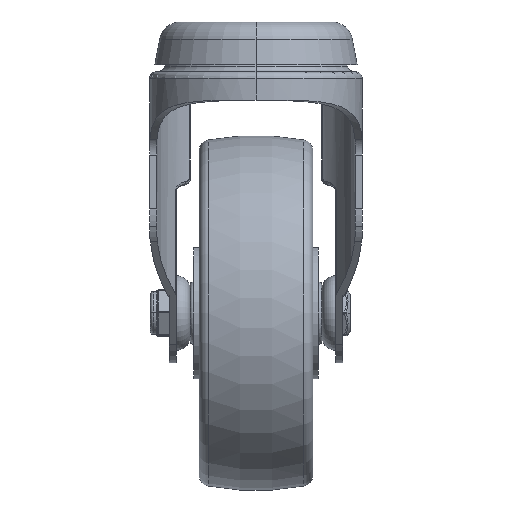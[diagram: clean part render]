
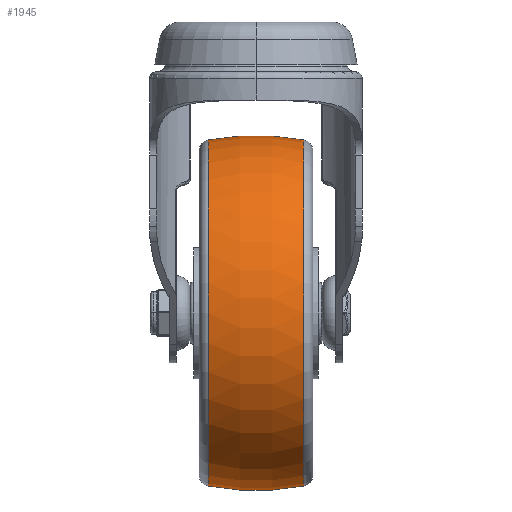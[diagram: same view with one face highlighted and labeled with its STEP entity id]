
A CAD part, left-side view. The second image highlights one B-rep face of the part: STEP entity #1945.
In plain terms, the highlighted toroidal (fillet/blend) face has major radius 24.006 mm and minor radius 74.007 mm.
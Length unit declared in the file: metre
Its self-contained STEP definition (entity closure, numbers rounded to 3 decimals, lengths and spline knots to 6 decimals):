
#1945=ADVANCED_FACE('',(#2680),#2681,.T.);
#2680=FACE_OUTER_BOUND('',#5506,.T.);
#2681=TOROIDAL_SURFACE('',#5507,-0.024006,0.074007);
#5506=EDGE_LOOP('',(#11087,#11088,#11089,#11090));
#5507=AXIS2_PLACEMENT_3D('',#11091,#11092,#11093);
#11087=ORIENTED_EDGE('',*,*,#13600,.T.);
#11088=ORIENTED_EDGE('',*,*,#13613,.F.);
#11089=ORIENTED_EDGE('',*,*,#13601,.T.);
#11090=ORIENTED_EDGE('',*,*,#13614,.T.);
#11091=CARTESIAN_POINT('',(0.0,0.,0.0));
#11092=DIRECTION('',(0.0,-1.0,0.0));
#11093=DIRECTION('',(0.0,0.0,-1.0));
#13600=EDGE_CURVE('',#14831,#14838,#14839,.T.);
#13601=EDGE_CURVE('',#14840,#14835,#14841,.T.);
#13613=EDGE_CURVE('',#14840,#14838,#14859,.T.);
#13614=EDGE_CURVE('',#14835,#14831,#14860,.T.);
#14831=VERTEX_POINT('',#17869);
#14835=VERTEX_POINT('',#17873);
#14838=VERTEX_POINT('',#17876);
#14839=CIRCLE('',#17877,0.074007);
#14840=VERTEX_POINT('',#17878);
#14841=CIRCLE('',#17879,0.074007);
#14859=CIRCLE('',#17899,0.048759);
#14860=CIRCLE('',#17900,0.048759);
#17869=CARTESIAN_POINT('',(0.,0.013498,-0.048759));
#17873=CARTESIAN_POINT('',(0.0,0.013498,0.048759));
#17876=CARTESIAN_POINT('',(0.,-0.013498,-0.048759));
#17877=AXIS2_PLACEMENT_3D('',#22000,#22001,#22002);
#17878=CARTESIAN_POINT('',(0.0,-0.013498,0.048759));
#17879=AXIS2_PLACEMENT_3D('',#22003,#22004,#22005);
#17899=AXIS2_PLACEMENT_3D('',#22035,#22036,#22037);
#17900=AXIS2_PLACEMENT_3D('',#22038,#22039,#22040);
#22000=CARTESIAN_POINT('',(0.,0.,0.024006));
#22001=DIRECTION('',(-1.0,-0.0,0.));
#22002=DIRECTION('',(0.,0.0,-1.0));
#22003=CARTESIAN_POINT('',(0.,0.,-0.024006));
#22004=DIRECTION('',(-1.0,-0.0,0.));
#22005=DIRECTION('',(0.,0.0,1.0));
#22035=CARTESIAN_POINT('',(0.0,-0.013498,0.0));
#22036=DIRECTION('',(0.0,-1.0,0.0));
#22037=DIRECTION('',(0.0,0.0,1.0));
#22038=CARTESIAN_POINT('',(0.0,0.013498,0.0));
#22039=DIRECTION('',(0.0,-1.0,0.0));
#22040=DIRECTION('',(0.0,0.0,1.0));
